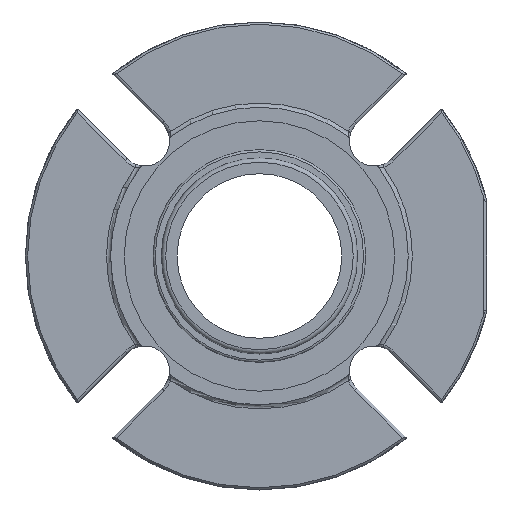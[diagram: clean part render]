
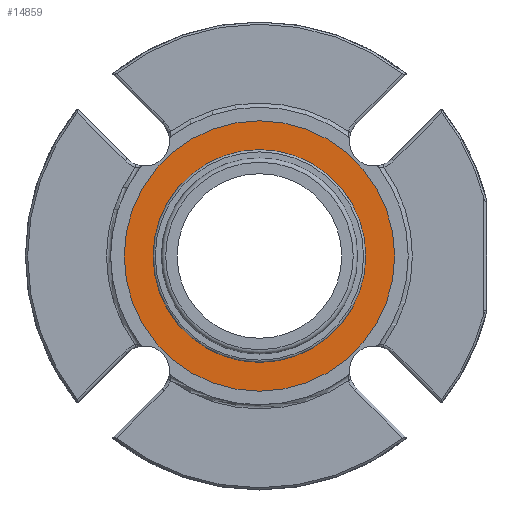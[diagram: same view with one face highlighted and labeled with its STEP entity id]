
A CAD part, left-side view. The second image highlights one B-rep face of the part: STEP entity #14859.
In plain terms, the highlighted planar face has unit normal (-1, 0, 0).
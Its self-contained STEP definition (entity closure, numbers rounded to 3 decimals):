
#2022=PLANE('',#15935);
#5089=ORIENTED_EDGE('',*,*,#6635,.F.);
#5090=ORIENTED_EDGE('',*,*,#6636,.T.);
#6635=EDGE_CURVE('',#7620,#7620,#8161,.F.);
#6636=EDGE_CURVE('',#7621,#7621,#8162,.T.);
#7620=VERTEX_POINT('',#26600);
#7621=VERTEX_POINT('',#26603);
#8161=CIRCLE('',#15934,37.465);
#8162=CIRCLE('',#15936,47.625);
#8890=EDGE_LOOP('',(#5089));
#8891=EDGE_LOOP('',(#5090));
#9627=FACE_BOUND('',#8890,.T.);
#9628=FACE_BOUND('',#8891,.T.);
#14859=ADVANCED_FACE('',(#9627,#9628),#2022,.F.);
#15934=AXIS2_PLACEMENT_3D('',#26599,#18610,#18611);
#15935=AXIS2_PLACEMENT_3D('',#26601,#18612,#18613);
#15936=AXIS2_PLACEMENT_3D('',#26602,#18614,#18615);
#18610=DIRECTION('',(1.,0.,0.));
#18611=DIRECTION('',(0.,1.,0.));
#18612=DIRECTION('',(1.,0.,0.));
#18613=DIRECTION('',(0.,0.,1.));
#18614=DIRECTION('',(-1.,0.,0.));
#18615=DIRECTION('',(0.,0.,-1.));
#26599=CARTESIAN_POINT('',(-0.508,0.,0.));
#26600=CARTESIAN_POINT('',(-0.508,37.465,0.));
#26601=CARTESIAN_POINT('',(-0.508,0.,-47.625));
#26602=CARTESIAN_POINT('',(-0.508,0.,0.));
#26603=CARTESIAN_POINT('',(-0.508,0.,-47.625));
